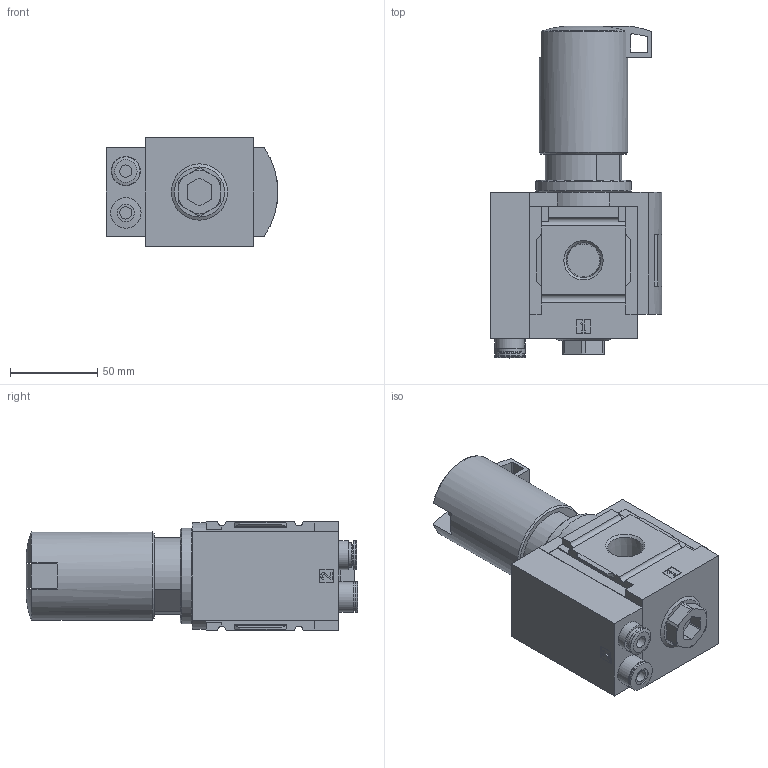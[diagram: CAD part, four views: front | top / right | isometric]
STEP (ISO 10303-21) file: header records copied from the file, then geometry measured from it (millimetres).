
FILE_DESCRIPTION(/* description */ ('STEP AP214'),/* implementation_level */ '2;1');
FILE_NAME(/* name */ '531824_MS6N-LRB-1_2-D5-AS-BI',/* time_stamp */ '2024-09-11T15:04:39+02:00',/* author */ ('License CC BY-ND 4.0'),/* organization */ ('CADENAS'),/* preprocessor_version */ 'ST-DEVELOPER v19.3',/* originating_system */ 'PARTsolutions',/* authorisation */ ' ');
FILE_SCHEMA (('AUTOMOTIVE_DESIGN {1 0 10303 214 3 1 1}'));
Length unit declared in the file: millimetre
Products named in the file (3): 531824 MS6N-LRB-1/2-D5-AS-BI; 527666 MS6N-LRB-1/2-D5-AS-BI0D; 651849 MS-LR-20
Assembly tree (2 placements, depth 2):
  531824 MS6N-LRB-1/2-D5-AS-BI
    527666 MS6N-LRB-1/2-D5-AS-BI0D
    651849 MS-LR-20
Bounding box: 98.6 x 190.5 x 62 mm (x, y, z)
Volume: 624612 mm3; surface area: 66741.4 mm2
Topology: 2 solids, 2 shells, 248 faces, 637 edges, 418 vertices
Faces by surface type: plane 174, cylinder 48, cone 20, torus 6
Full cylindrical faces by diameter (mm): 7 x2, 10 x1, 12 x1, 14 x1, 16.7 x3, 17.5 x2, 42.917 x1, 51 x1, 55 x1
Entity records: 9107 total; most frequent: CARTESIAN_POINT 1367, ORIENTED_EDGE 1214, DIRECTION 1214, EDGE_CURVE 607, LINE 442, VECTOR 442, VERTEX_POINT 415, AXIS2_PLACEMENT_3D 386
